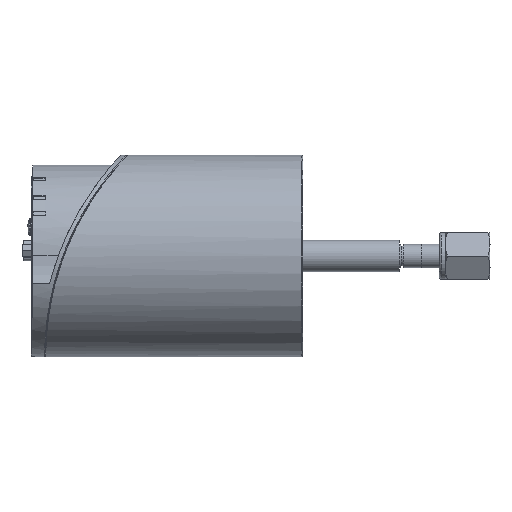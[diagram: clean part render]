
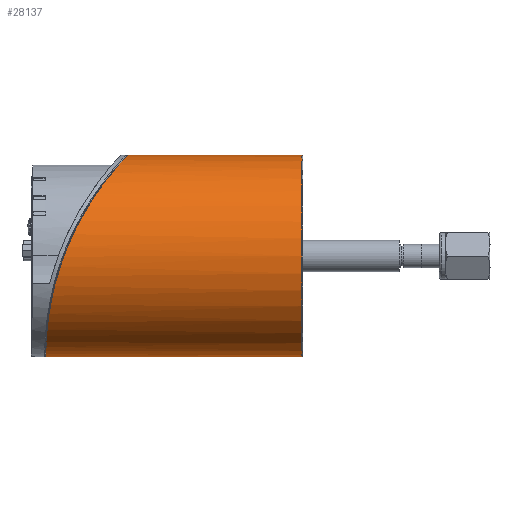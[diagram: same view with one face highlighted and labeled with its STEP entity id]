
A CAD part, left-side view. The second image highlights one B-rep face of the part: STEP entity #28137.
In plain terms, the highlighted cylindrical face has radius 41 mm (diameter 82 mm), a full revolution.
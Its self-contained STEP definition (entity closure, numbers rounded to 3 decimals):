
#506=B_SPLINE_CURVE_WITH_KNOTS('',3,(#49506,#49507,#49508,#49509,#49510,
#49511,#49512,#49513,#49514,#49515,#49516,#49517,#49518),.UNSPECIFIED.,
 .F.,.F.,(4,1,1,1,1,1,1,1,1,1,4),(-26.603,-26.128,-25.653,
-25.178,-24.703,-23.753,-22.803,
-22.169,-21.536,-20.269,-19.712),
 .UNSPECIFIED.);
#507=B_SPLINE_CURVE_WITH_KNOTS('',3,(#49519,#49520,#49521,#49522,#49523,
#49524,#49525,#49526,#49527,#49528,#49529,#49530,#49531,#49532,#49533,#49534,
#49535,#49536,#49537,#49538,#49539,#49540,#49541,#49542,#49543),
 .UNSPECIFIED.,.F.,.F.,(4,1,1,1,1,1,1,1,1,1,1,1,1,1,1,1,1,1,1,1,1,1,4),
(-19.712,-19.636,-19.002,-17.735,
-16.469,-15.202,-13.935,-12.668,
-11.401,-10.135,-8.868,-7.601,
-6.967,-6.334,-5.067,-4.434,
-3.8,-2.85,-1.9,-1.425,
-0.95,-0.475,0.),.UNSPECIFIED.);
#2877=FACE_OUTER_BOUND('',#4403,.T.);
#4403=EDGE_LOOP('',(#24246,#24247,#24248,#24249,#24250,#24251));
#6951=LINE('',#49504,#9477);
#9477=VECTOR('',#37055,41.);
#10406=CIRCLE('',#30335,41.);
#10408=CIRCLE('',#30337,41.);
#12902=VERTEX_POINT('',#49497);
#12903=VERTEX_POINT('',#49498);
#12904=VERTEX_POINT('',#49503);
#12905=VERTEX_POINT('',#49505);
#16732=EDGE_CURVE('',#12902,#12903,#10406,.T.);
#16734=EDGE_CURVE('',#12903,#12902,#10408,.T.);
#16735=EDGE_CURVE('',#12902,#12904,#6951,.T.);
#16736=EDGE_CURVE('',#12905,#12904,#506,.T.);
#16737=EDGE_CURVE('',#12904,#12905,#507,.T.);
#24246=ORIENTED_EDGE('',*,*,#16732,.F.);
#24247=ORIENTED_EDGE('',*,*,#16735,.T.);
#24248=ORIENTED_EDGE('',*,*,#16736,.F.);
#24249=ORIENTED_EDGE('',*,*,#16737,.F.);
#24250=ORIENTED_EDGE('',*,*,#16735,.F.);
#24251=ORIENTED_EDGE('',*,*,#16734,.F.);
#25444=CYLINDRICAL_SURFACE('',#30338,41.);
#28137=ADVANCED_FACE('',(#2877),#25444,.T.);
#30335=AXIS2_PLACEMENT_3D('',#49499,#37047,#37048);
#30337=AXIS2_PLACEMENT_3D('',#49501,#37051,#37052);
#30338=AXIS2_PLACEMENT_3D('',#49502,#37053,#37054);
#37047=DIRECTION('center_axis',(0.,-1.,0.));
#37048=DIRECTION('ref_axis',(-1.,0.,0.));
#37051=DIRECTION('center_axis',(0.,-1.,0.));
#37052=DIRECTION('ref_axis',(-1.,0.,0.));
#37053=DIRECTION('center_axis',(0.,-1.,0.));
#37054=DIRECTION('ref_axis',(-1.,0.,0.));
#37055=DIRECTION('',(0.,1.,0.));
#49497=CARTESIAN_POINT('',(41.,-68.6,0.));
#49498=CARTESIAN_POINT('',(-41.,-68.6,0.));
#49499=CARTESIAN_POINT('Origin',(0.,-68.6,
0.));
#49501=CARTESIAN_POINT('Origin',(0.,-68.6,
0.));
#49502=CARTESIAN_POINT('Origin',(0.,40.8,
0.));
#49503=CARTESIAN_POINT('',(41.,28.163,0.001));
#49504=CARTESIAN_POINT('',(41.,40.8,0.));
#49505=CARTESIAN_POINT('',(0.,2.167,41.));
#49506=CARTESIAN_POINT('Ctrl Pts',(0.,2.167,
41.));
#49507=CARTESIAN_POINT('Ctrl Pts',(1.057,2.167,41.));
#49508=CARTESIAN_POINT('Ctrl Pts',(3.187,2.247,40.918));
#49509=CARTESIAN_POINT('Ctrl Pts',(6.597,2.632,40.522));
#49510=CARTESIAN_POINT('Ctrl Pts',(10.654,3.442,39.679));
#49511=CARTESIAN_POINT('Ctrl Pts',(16.679,5.294,37.695));
#49512=CARTESIAN_POINT('Ctrl Pts',(23.855,8.717,33.826));
#49513=CARTESIAN_POINT('Ctrl Pts',(30.338,13.255,27.976));
#49514=CARTESIAN_POINT('Ctrl Pts',(34.786,17.282,22.001));
#49515=CARTESIAN_POINT('Ctrl Pts',(38.589,21.582,14.817));
#49516=CARTESIAN_POINT('Ctrl Pts',(40.622,25.215,7.479));
#49517=CARTESIAN_POINT('Ctrl Pts',(41.,27.504,1.767));
#49518=CARTESIAN_POINT('Ctrl Pts',(41.,28.163,0.001));
#49519=CARTESIAN_POINT('Ctrl Pts',(41.,28.163,0.001));
#49520=CARTESIAN_POINT('Ctrl Pts',(41.,28.253,-0.241));
#49521=CARTESIAN_POINT('Ctrl Pts',(40.981,29.085,-2.494));
#49522=CARTESIAN_POINT('Ctrl Pts',(40.4,31.22,-8.867));
#49523=CARTESIAN_POINT('Ctrl Pts',(37.12,33.67,-18.921));
#49524=CARTESIAN_POINT('Ctrl Pts',(29.505,35.13,-29.442));
#49525=CARTESIAN_POINT('Ctrl Pts',(18.938,35.573,-37.133));
#49526=CARTESIAN_POINT('Ctrl Pts',(6.528,35.598,-41.167));
#49527=CARTESIAN_POINT('Ctrl Pts',(-6.527,35.598,-41.167));
#49528=CARTESIAN_POINT('Ctrl Pts',(-18.938,35.573,-37.133));
#49529=CARTESIAN_POINT('Ctrl Pts',(-29.507,35.13,-29.44));
#49530=CARTESIAN_POINT('Ctrl Pts',(-37.118,33.67,-18.923));
#49531=CARTESIAN_POINT('Ctrl Pts',(-40.401,31.22,-8.866));
#49532=CARTESIAN_POINT('Ctrl Pts',(-41.144,28.483,-0.697));
#49533=CARTESIAN_POINT('Ctrl Pts',(-40.686,25.327,7.252));
#49534=CARTESIAN_POINT('Ctrl Pts',(-38.589,21.582,14.817));
#49535=CARTESIAN_POINT('Ctrl Pts',(-34.786,17.282,22.001));
#49536=CARTESIAN_POINT('Ctrl Pts',(-30.338,13.255,27.976));
#49537=CARTESIAN_POINT('Ctrl Pts',(-23.855,8.717,33.826));
#49538=CARTESIAN_POINT('Ctrl Pts',(-16.679,5.294,37.695));
#49539=CARTESIAN_POINT('Ctrl Pts',(-10.654,3.442,39.679));
#49540=CARTESIAN_POINT('Ctrl Pts',(-6.597,2.632,40.522));
#49541=CARTESIAN_POINT('Ctrl Pts',(-3.187,2.247,40.918));
#49542=CARTESIAN_POINT('Ctrl Pts',(-1.057,2.167,41.));
#49543=CARTESIAN_POINT('Ctrl Pts',(0.,2.167,
41.));
